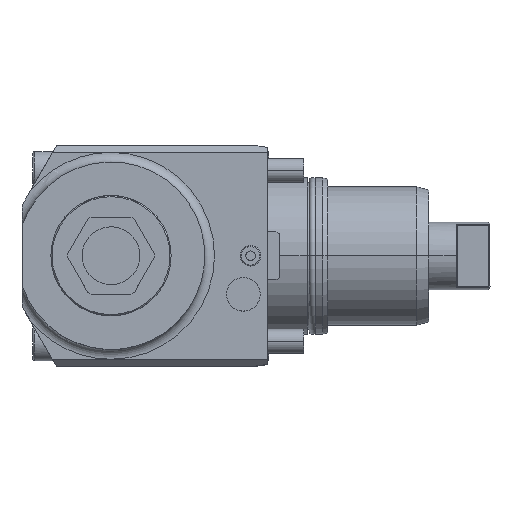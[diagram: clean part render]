
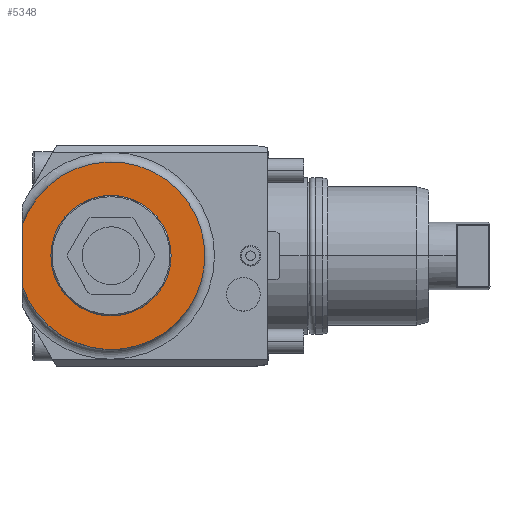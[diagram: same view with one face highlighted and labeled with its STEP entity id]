
A CAD part, top view. The second image highlights one B-rep face of the part: STEP entity #5348.
In plain terms, the highlighted planar face has unit normal (0, 0, 1).
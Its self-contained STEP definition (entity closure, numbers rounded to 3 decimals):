
#818=DIRECTION('',(0.,-1.,0.));
#819=VECTOR('',#818,24.658);
#820=CARTESIAN_POINT('',(-102.,12.329,67.5));
#821=LINE('',#820,#819);
#1206=CARTESIAN_POINT('',(-65.,0.,67.5));
#1207=DIRECTION('',(0.,0.,1.));
#1208=DIRECTION('',(-0.949,-0.316,0.));
#1209=AXIS2_PLACEMENT_3D('',#1206,#1207,#1208);
#1211=CARTESIAN_POINT('',(-65.,0.,67.5));
#1212=DIRECTION('',(0.,0.,-1.));
#1213=DIRECTION('',(0.,-1.,0.));
#1214=AXIS2_PLACEMENT_3D('',#1211,#1212,#1213);
#1216=CARTESIAN_POINT('',(-65.,0.,67.5));
#1217=DIRECTION('',(0.,0.,-1.));
#1218=DIRECTION('',(0.,1.,0.));
#1219=AXIS2_PLACEMENT_3D('',#1216,#1217,#1218);
#3561=CARTESIAN_POINT('',(-102.,12.329,67.5));
#3562=CARTESIAN_POINT('',(-102.,-12.329,67.5));
#3563=VERTEX_POINT('',#3561);
#3564=VERTEX_POINT('',#3562);
#3652=CARTESIAN_POINT('',(-65.,-22.5,67.5));
#3653=CARTESIAN_POINT('',(-65.,22.5,67.5));
#3654=VERTEX_POINT('',#3652);
#3655=VERTEX_POINT('',#3653);
#5333=CARTESIAN_POINT('',(-102.,46.,67.5));
#5334=DIRECTION('',(0.,0.,1.));
#5335=DIRECTION('',(0.,-1.,0.));
#5336=AXIS2_PLACEMENT_3D('',#5333,#5334,#5335);
#5337=PLANE('',#5336);
#5338=ORIENTED_EDGE('',*,*,#5327,.F.);
#5339=ORIENTED_EDGE('',*,*,#4928,.F.);
#5340=EDGE_LOOP('',(#5338,#5339));
#5341=FACE_OUTER_BOUND('',#5340,.F.);
#5343=ORIENTED_EDGE('',*,*,#5342,.F.);
#5345=ORIENTED_EDGE('',*,*,#5344,.F.);
#5346=EDGE_LOOP('',(#5343,#5345));
#5347=FACE_BOUND('',#5346,.F.);
#5348=ADVANCED_FACE('',(#5341,#5347),#5337,.T.);
#1210=CIRCLE('',#1209,39.);
#1215=CIRCLE('',#1214,22.5);
#1220=CIRCLE('',#1219,22.5);
#4928=EDGE_CURVE('',#3563,#3564,#821,.T.);
#5327=EDGE_CURVE('',#3564,#3563,#1210,.T.);
#5342=EDGE_CURVE('',#3654,#3655,#1215,.T.);
#5344=EDGE_CURVE('',#3655,#3654,#1220,.T.);
